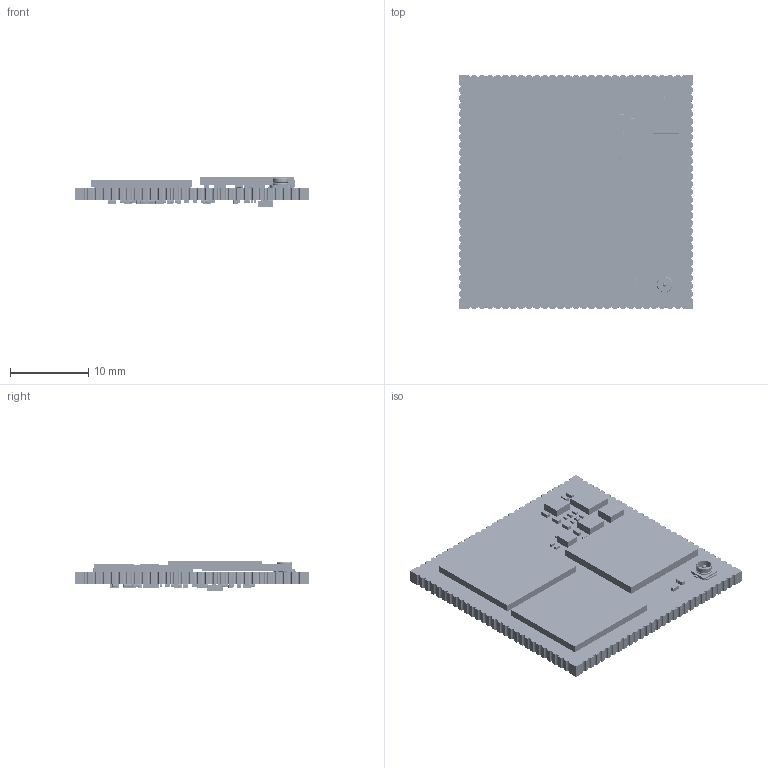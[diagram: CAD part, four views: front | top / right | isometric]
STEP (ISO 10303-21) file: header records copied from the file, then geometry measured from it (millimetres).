
FILE_DESCRIPTION((''),'2;1');
FILE_NAME('CORE1106_ASM','2025-01-22T19:59:18',('xiaojisheng'),(''),'CREO PARAMETRIC BY PTC INC, 2021063','CREO PARAMETRIC BY PTC INC, 2021063','');
FILE_SCHEMA(('CONFIG_CONTROL_DESIGN','SHAPE_APPEARANCE_LAYERS_GROUPS'));
Products named in the file (179): OPEN_CASCADE_STEP_TRANSLATOR_7_; BOARD_ASM; EXTRUDED-9461; 7627107648_ASM; U5_ASM; USER_LIBRARY-U_FL-R-SMT_10_; ANT1_ASM; USER_LIBRARY-0201_0603M__CAP_1; USER_LIBRARY-0201_0603M__CAP_2; USER_LIBRARY-0201_0603M__CAP_3; USER_LIBRARY-0201_0603M__CAP_ASM; C1_ASM; _1_10001; 3_1_A; 2_100; C_0402-672_AF0_ASM_ASM; C_0402-4045_AF0_ASM_ASM; C_0402_ASM; C2_ASM; C3_ASM; C4_ASM; C5_ASM; C6_ASM; C7_ASM; C8_ASM; C9_ASM; C10_ASM; C11_ASM; C12_ASM; C13_ASM; C14_ASM; C15_ASM; C16_ASM; C17_ASM; C18_ASM; C19_ASM; C20_ASM; C21_ASM; C22_ASM; C26_ASM ...
Assembly tree (301 placements, depth 7):
  CORE1106_ASM
    PCB_ASM
      BOARD_ASM
        OPEN_CASCADE_STEP_TRANSLATOR_7_
      U5_ASM
        7627107648_ASM
          EXTRUDED-9461
      ANT1_ASM
        USER_LIBRARY-U_FL-R-SMT_10_
      C1_ASM
        USER_LIBRARY-0201_0603M__CAP_ASM
          USER_LIBRARY-0201_0603M__CAP_1
          USER_LIBRARY-0201_0603M__CAP_2
          USER_LIBRARY-0201_0603M__CAP_3
      C2_ASM
        C_0402_ASM
          C_0402-4045_AF0_ASM_ASM
            C_0402-672_AF0_ASM_ASM
              _1_10001
              3_1_A
              2_100
      C3_ASM
        C_0402_ASM
          C_0402-4045_AF0_ASM_ASM
            C_0402-672_AF0_ASM_ASM
              _1_10001
              3_1_A
              2_100
      C4_ASM
        C_0402_ASM
          C_0402-4045_AF0_ASM_ASM
            C_0402-672_AF0_ASM_ASM
              _1_10001
              3_1_A
              2_100
      C5_ASM
        C_0402_ASM
          C_0402-4045_AF0_ASM_ASM
            C_0402-672_AF0_ASM_ASM
              _1_10001
              3_1_A
              2_100
      C6_ASM
        C_0402_ASM
          C_0402-4045_AF0_ASM_ASM
            C_0402-672_AF0_ASM_ASM
              _1_10001
              3_1_A
              2_100
      C7_ASM
        USER_LIBRARY-0201_0603M__CAP_ASM
          USER_LIBRARY-0201_0603M__CAP_1
          USER_LIBRARY-0201_0603M__CAP_2
          USER_LIBRARY-0201_0603M__CAP_3
      C8_ASM
        C_0402_ASM
          C_0402-4045_AF0_ASM_ASM
            C_0402-672_AF0_ASM_ASM
              _1_10001
              3_1_A
Bounding box: 30 x 30 x 3.72 mm (x, y, z)
Volume: 1890.7 mm3; surface area: 3505.5 mm2
Topology: 433 solids, 433 shells, 25360 faces, 65908 edges, 43015 vertices
Faces by surface type: plane 17183, extrusion 5727, cylinder 1874, sphere 560, torus 8, cone 6, bspline 2
Entity records: 67372 total; most frequent: CARTESIAN_POINT 14578, DIRECTION 7917, ORIENTED_EDGE 7288, PRESENTATION_STYLE_ASSIGNMENT 4041, STYLED_ITEM 3736, CURVE_STYLE 3712, EDGE_CURVE 3644, VECTOR 2891
